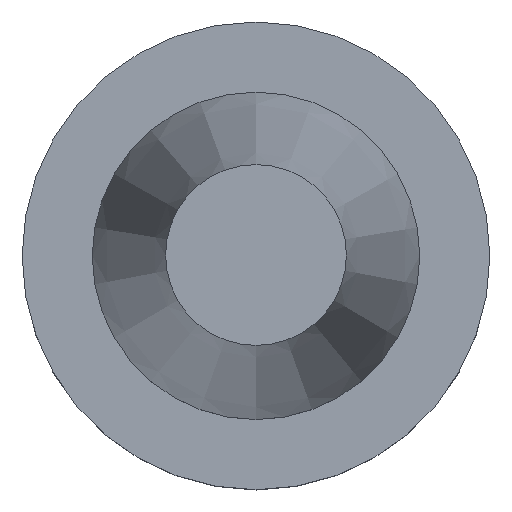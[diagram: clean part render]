
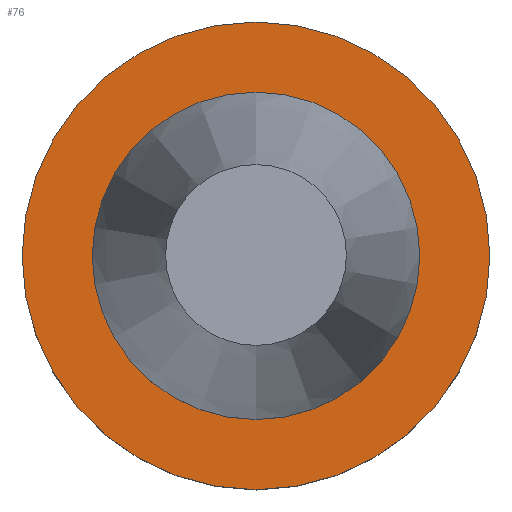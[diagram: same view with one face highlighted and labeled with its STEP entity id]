
A CAD part, top view. The second image highlights one B-rep face of the part: STEP entity #76.
In plain terms, the highlighted planar face has unit normal (0, 0, 1).
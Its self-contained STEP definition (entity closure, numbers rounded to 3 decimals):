
#76=ADVANCED_FACE('Unnamed[1]',(#184,#185),#186,.T.);
#95=EDGE_CURVE('Unnamed[1]',#214,#214,#215,.T.);
#108=EDGE_CURVE('Unnamed[1]',#234,#234,#235,.T.);
#184=FACE_OUTER_BOUND('',#324,.T.);
#185=FACE_BOUND('',#325,.T.);
#186=PLANE('',#326);
#214=VERTEX_POINT('',#360);
#215=CIRCLE('',#361,22.225);
#234=VERTEX_POINT('',#386);
#235=CIRCLE('',#387,31.75);
#324=EDGE_LOOP('',(#478));
#325=EDGE_LOOP('',(#479));
#326=AXIS2_PLACEMENT_3D('',#480,#481,#482);
#360=CARTESIAN_POINT('',(0.,22.225,-1.));
#361=AXIS2_PLACEMENT_3D('',#511,#512,#513);
#386=CARTESIAN_POINT('',(0.,31.75,-1.));
#387=AXIS2_PLACEMENT_3D('',#532,#533,#534);
#478=ORIENTED_EDGE('',*,*,#108,.F.);
#479=ORIENTED_EDGE('',*,*,#95,.T.);
#480=CARTESIAN_POINT('',(0.,26.988,-1.));
#481=DIRECTION('',(0.,0.,1.0));
#482=DIRECTION('',(0.,-1.0,0.));
#511=CARTESIAN_POINT('',(0.,0.,-1.0));
#512=DIRECTION('',(0.,0.,-1.0));
#513=DIRECTION('',(0.,1.0,0.));
#532=CARTESIAN_POINT('',(0.,0.,-1.0));
#533=DIRECTION('',(0.,0.,-1.0));
#534=DIRECTION('',(0.,1.0,0.));
